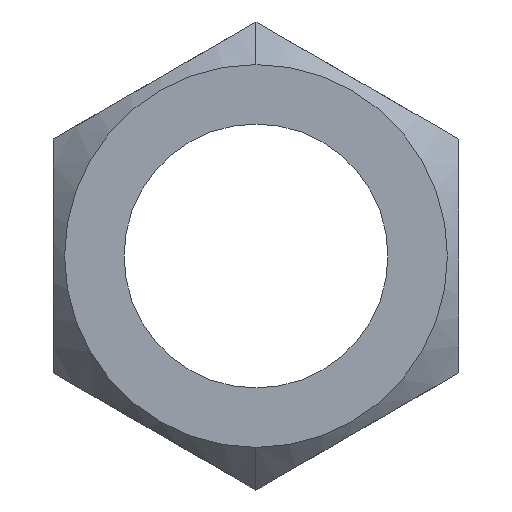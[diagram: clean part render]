
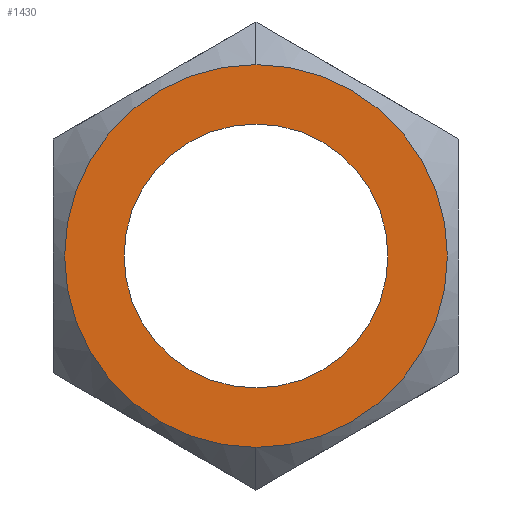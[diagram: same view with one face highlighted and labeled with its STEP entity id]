
A CAD part, left-side view. The second image highlights one B-rep face of the part: STEP entity #1430.
In plain terms, the highlighted planar face has unit normal (-1, 0, 0).
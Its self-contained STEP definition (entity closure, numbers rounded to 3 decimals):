
#235 = CIRCLE ( 'NONE', #3151, 11.241 ) ;
#301 = CIRCLE ( 'NONE', #1565, 11.241 ) ;
#456 = PLANE ( 'NONE',  #1295 ) ;
#461 = CARTESIAN_POINT ( 'NONE',  ( -7.75, 0., -7.75 ) ) ;
#480 = VERTEX_POINT ( 'NONE', #2737 ) ;
#503 = DIRECTION ( 'NONE',  ( 0., 0., -1. ) ) ;
#663 = ORIENTED_EDGE ( 'NONE', *, *, #1335, .T. ) ;
#725 = VERTEX_POINT ( 'NONE', #3945 ) ;
#787 = CARTESIAN_POINT ( 'NONE',  ( -7.75, 0., 0. ) ) ;
#854 = EDGE_CURVE ( 'NONE', #480, #3497, #1160, .T. ) ;
#908 = DIRECTION ( 'NONE',  ( 1., 0., 0. ) ) ;
#937 = ORIENTED_EDGE ( 'NONE', *, *, #2252, .T. ) ;
#1020 = ORIENTED_EDGE ( 'NONE', *, *, #1437, .T. ) ;
#1160 = CIRCLE ( 'NONE', #1817, 7.75 ) ;
#1168 = CARTESIAN_POINT ( 'NONE',  ( -7.75, 0., 11.241 ) ) ;
#1229 = EDGE_LOOP ( 'NONE', ( #663, #1020 ) ) ;
#1295 = AXIS2_PLACEMENT_3D ( 'NONE', #787, #1739, #2742 ) ;
#1335 = EDGE_CURVE ( 'NONE', #725, #4017, #301, .T. ) ;
#1410 = FACE_BOUND ( 'NONE', #3572, .T. ) ;
#1430 = ADVANCED_FACE ( 'NONE', ( #1410, #3341 ), #456, .F. ) ;
#1437 = EDGE_CURVE ( 'NONE', #4017, #725, #235, .T. ) ;
#1565 = AXIS2_PLACEMENT_3D ( 'NONE', #1797, #1716, #3934 ) ;
#1716 = DIRECTION ( 'NONE',  ( -1., 0., 0. ) ) ;
#1739 = DIRECTION ( 'NONE',  ( 1., 0., 0. ) ) ;
#1797 = CARTESIAN_POINT ( 'NONE',  ( -7.75, 0., 0. ) ) ;
#1817 = AXIS2_PLACEMENT_3D ( 'NONE', #4007, #908, #503 ) ;
#2019 = CIRCLE ( 'NONE', #3613, 7.75 ) ;
#2054 = DIRECTION ( 'NONE',  ( -1., 0., 0. ) ) ;
#2092 = ORIENTED_EDGE ( 'NONE', *, *, #854, .T. ) ;
#2252 = EDGE_CURVE ( 'NONE', #3497, #480, #2019, .T. ) ;
#2367 = DIRECTION ( 'NONE',  ( 0., 0., -1. ) ) ;
#2737 = CARTESIAN_POINT ( 'NONE',  ( -7.75, 0., 7.75 ) ) ;
#2742 = DIRECTION ( 'NONE',  ( 0., 0., -1. ) ) ;
#3151 = AXIS2_PLACEMENT_3D ( 'NONE', #3651, #2054, #3319 ) ;
#3319 = DIRECTION ( 'NONE',  ( 0., 0., 1. ) ) ;
#3341 = FACE_OUTER_BOUND ( 'NONE', #1229, .T. ) ;
#3497 = VERTEX_POINT ( 'NONE', #461 ) ;
#3572 = EDGE_LOOP ( 'NONE', ( #2092, #937 ) ) ;
#3613 = AXIS2_PLACEMENT_3D ( 'NONE', #3955, #3894, #2367 ) ;
#3651 = CARTESIAN_POINT ( 'NONE',  ( -7.75, 0., 0. ) ) ;
#3894 = DIRECTION ( 'NONE',  ( 1., 0., 0. ) ) ;
#3934 = DIRECTION ( 'NONE',  ( 0., 0., 1. ) ) ;
#3945 = CARTESIAN_POINT ( 'NONE',  ( -7.75, 0., -11.241 ) ) ;
#3955 = CARTESIAN_POINT ( 'NONE',  ( -7.75, 0., 0. ) ) ;
#4007 = CARTESIAN_POINT ( 'NONE',  ( -7.75, 0., 0. ) ) ;
#4017 = VERTEX_POINT ( 'NONE', #1168 ) ;
